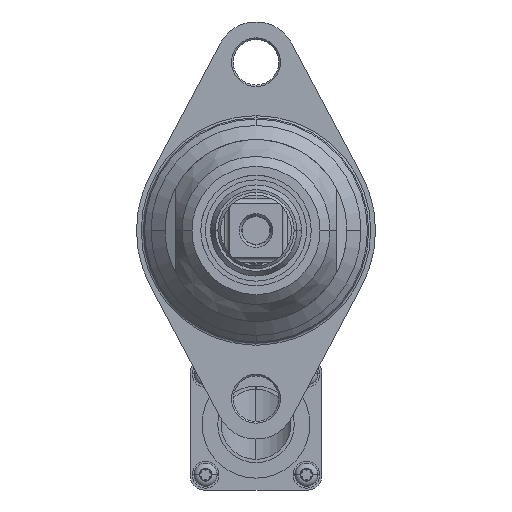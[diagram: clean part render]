
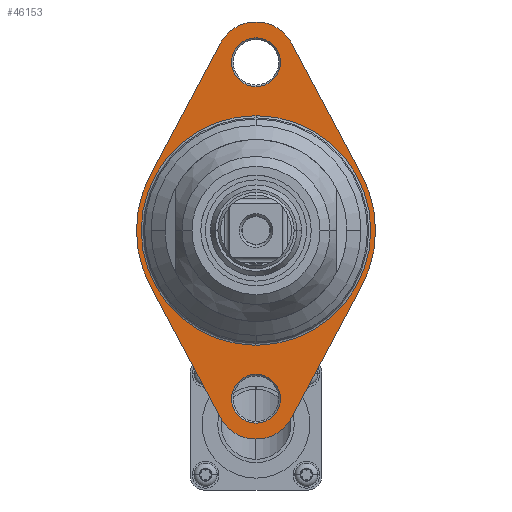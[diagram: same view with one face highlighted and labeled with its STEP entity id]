
A CAD part, left-side view. The second image highlights one B-rep face of the part: STEP entity #46153.
In plain terms, the highlighted planar face has unit normal (-1, 0, 0).
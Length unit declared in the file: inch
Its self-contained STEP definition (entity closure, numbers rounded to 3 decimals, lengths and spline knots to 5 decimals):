
#44399=CARTESIAN_POINT('',(-10.1222,0.,1.5625));
#44400=DIRECTION('',(-1.,0.,0.));
#44401=DIRECTION('',(0.,-0.882,0.47));
#44402=AXIS2_PLACEMENT_3D('',#44399,#44400,#44401);
#44404=DIRECTION('',(0.,0.47,0.882));
#44405=VECTOR('',#44404,1.37883);
#44406=CARTESIAN_POINT('',(-10.1222,-0.97952,0.52214));
#44407=LINE('',#44406,#44405);
#44408=CARTESIAN_POINT('',(-10.1222,0.,0.));
#44409=DIRECTION('',(-1.,0.,0.));
#44410=DIRECTION('',(0.,-0.882,-0.47));
#44411=AXIS2_PLACEMENT_3D('',#44408,#44409,#44410);
#44413=DIRECTION('',(0.,-0.47,0.882));
#44414=VECTOR('',#44413,1.37883);
#44415=CARTESIAN_POINT('',(-10.1222,-0.33092,-1.7389));
#44416=LINE('',#44415,#44414);
#44417=CARTESIAN_POINT('',(-10.1222,0.,-1.5625));
#44418=DIRECTION('',(-1.,0.,0.));
#44419=DIRECTION('',(0.,0.882,-0.47));
#44420=AXIS2_PLACEMENT_3D('',#44417,#44418,#44419);
#44422=DIRECTION('',(0.,-0.47,-0.882));
#44423=VECTOR('',#44422,1.37883);
#44424=CARTESIAN_POINT('',(-10.1222,0.97952,-0.52214));
#44425=LINE('',#44424,#44423);
#44426=CARTESIAN_POINT('',(-10.1222,0.,0.));
#44427=DIRECTION('',(-1.,0.,0.));
#44428=DIRECTION('',(0.,0.882,0.47));
#44429=AXIS2_PLACEMENT_3D('',#44426,#44427,#44428);
#44431=DIRECTION('',(0.,0.47,-0.882));
#44432=VECTOR('',#44431,1.37883);
#44433=CARTESIAN_POINT('',(-10.1222,0.33092,1.7389));
#44434=LINE('',#44433,#44432);
#44621=CARTESIAN_POINT('',(-10.1222,0.,1.5625));
#44622=DIRECTION('',(1.,0.,0.));
#44623=DIRECTION('',(0.,0.,-1.));
#44624=AXIS2_PLACEMENT_3D('',#44621,#44622,#44623);
#44631=CARTESIAN_POINT('',(-10.1222,0.,1.5625));
#44632=DIRECTION('',(1.,0.,0.));
#44633=DIRECTION('',(0.,0.,1.));
#44634=AXIS2_PLACEMENT_3D('',#44631,#44632,#44633);
#44649=CARTESIAN_POINT('',(-10.1222,0.,-1.5625));
#44650=DIRECTION('',(-1.,0.,0.));
#44651=DIRECTION('',(0.,0.,1.));
#44652=AXIS2_PLACEMENT_3D('',#44649,#44650,#44651);
#44659=CARTESIAN_POINT('',(-10.1222,0.,-1.5625));
#44660=DIRECTION('',(-1.,0.,0.));
#44661=DIRECTION('',(0.,0.,-1.));
#44662=AXIS2_PLACEMENT_3D('',#44659,#44660,#44661);
#44707=CARTESIAN_POINT('',(-10.1222,0.,0.));
#44708=DIRECTION('',(-1.,0.,0.));
#44709=DIRECTION('',(0.,0.,-1.));
#44710=AXIS2_PLACEMENT_3D('',#44707,#44708,#44709);
#44722=CARTESIAN_POINT('',(-10.1222,0.,0.));
#44723=DIRECTION('',(-1.,0.,0.));
#44724=DIRECTION('',(0.,0.,1.));
#44725=AXIS2_PLACEMENT_3D('',#44722,#44723,#44724);
#45916=CARTESIAN_POINT('',(-10.1222,-0.33092,1.7389));
#45917=CARTESIAN_POINT('',(-10.1222,0.33092,1.7389));
#45918=VERTEX_POINT('',#45916);
#45919=VERTEX_POINT('',#45917);
#45920=CARTESIAN_POINT('',(-10.1222,0.97952,0.52214));
#45921=VERTEX_POINT('',#45920);
#45922=CARTESIAN_POINT('',(-10.1222,0.97952,-0.52214));
#45923=VERTEX_POINT('',#45922);
#45924=CARTESIAN_POINT('',(-10.1222,0.33092,-1.7389));
#45925=VERTEX_POINT('',#45924);
#45926=CARTESIAN_POINT('',(-10.1222,-0.33092,-1.7389));
#45927=VERTEX_POINT('',#45926);
#45928=CARTESIAN_POINT('',(-10.1222,-0.97952,-0.52214));
#45929=VERTEX_POINT('',#45928);
#45930=CARTESIAN_POINT('',(-10.1222,-0.97952,0.52214));
#45931=VERTEX_POINT('',#45930);
#45960=CARTESIAN_POINT('',(-10.1222,0.,1.336));
#45961=CARTESIAN_POINT('',(-10.1222,0.,1.789));
#45962=VERTEX_POINT('',#45960);
#45963=VERTEX_POINT('',#45961);
#45968=CARTESIAN_POINT('',(-10.1222,0.,-1.336));
#45969=CARTESIAN_POINT('',(-10.1222,0.,-1.789));
#45970=VERTEX_POINT('',#45968);
#45971=VERTEX_POINT('',#45969);
#45984=CARTESIAN_POINT('',(-10.1222,0.,-1.066));
#45985=CARTESIAN_POINT('',(-10.1222,0.,1.066));
#45986=VERTEX_POINT('',#45984);
#45987=VERTEX_POINT('',#45985);
#46112=CARTESIAN_POINT('',(-10.1222,0.,0.));
#46113=DIRECTION('',(-1.,0.,0.));
#46114=DIRECTION('',(0.,-1.,0.));
#46115=AXIS2_PLACEMENT_3D('',#46112,#46113,#46114);
#46116=PLANE('',#46115);
#46118=ORIENTED_EDGE('',*,*,#46117,.F.);
#46120=ORIENTED_EDGE('',*,*,#46119,.F.);
#46122=ORIENTED_EDGE('',*,*,#46121,.F.);
#46124=ORIENTED_EDGE('',*,*,#46123,.F.);
#46126=ORIENTED_EDGE('',*,*,#46125,.F.);
#46128=ORIENTED_EDGE('',*,*,#46127,.F.);
#46130=ORIENTED_EDGE('',*,*,#46129,.F.);
#46132=ORIENTED_EDGE('',*,*,#46131,.F.);
#46133=EDGE_LOOP('',(#46118,#46120,#46122,#46124,#46126,#46128,#46130,#46132));
#46134=FACE_OUTER_BOUND('',#46133,.F.);
#46136=ORIENTED_EDGE('',*,*,#46135,.F.);
#46138=ORIENTED_EDGE('',*,*,#46137,.F.);
#46139=EDGE_LOOP('',(#46136,#46138));
#46140=FACE_BOUND('',#46139,.F.);
#46142=ORIENTED_EDGE('',*,*,#46141,.T.);
#46144=ORIENTED_EDGE('',*,*,#46143,.T.);
#46145=EDGE_LOOP('',(#46142,#46144));
#46146=FACE_BOUND('',#46145,.F.);
#46148=ORIENTED_EDGE('',*,*,#46147,.T.);
#46150=ORIENTED_EDGE('',*,*,#46149,.T.);
#46151=EDGE_LOOP('',(#46148,#46150));
#46152=FACE_BOUND('',#46151,.F.);
#46153=ADVANCED_FACE('',(#46134,#46140,#46146,#46152),#46116,.T.);
#44403=CIRCLE('',#44402,0.375);
#44412=CIRCLE('',#44411,1.11);
#44421=CIRCLE('',#44420,0.375);
#44430=CIRCLE('',#44429,1.11);
#44625=CIRCLE('',#44624,0.2265);
#44635=CIRCLE('',#44634,0.2265);
#44653=CIRCLE('',#44652,0.2265);
#44663=CIRCLE('',#44662,0.2265);
#44711=CIRCLE('',#44710,1.066);
#44726=CIRCLE('',#44725,1.066);
#46117=EDGE_CURVE('',#45918,#45919,#44403,.T.);
#46119=EDGE_CURVE('',#45931,#45918,#44407,.T.);
#46121=EDGE_CURVE('',#45929,#45931,#44412,.T.);
#46123=EDGE_CURVE('',#45927,#45929,#44416,.T.);
#46125=EDGE_CURVE('',#45925,#45927,#44421,.T.);
#46127=EDGE_CURVE('',#45923,#45925,#44425,.T.);
#46129=EDGE_CURVE('',#45921,#45923,#44430,.T.);
#46131=EDGE_CURVE('',#45919,#45921,#44434,.T.);
#46135=EDGE_CURVE('',#45963,#45962,#44635,.T.);
#46137=EDGE_CURVE('',#45962,#45963,#44625,.T.);
#46141=EDGE_CURVE('',#45971,#45970,#44663,.T.);
#46143=EDGE_CURVE('',#45970,#45971,#44653,.T.);
#46147=EDGE_CURVE('',#45986,#45987,#44711,.T.);
#46149=EDGE_CURVE('',#45987,#45986,#44726,.T.);
